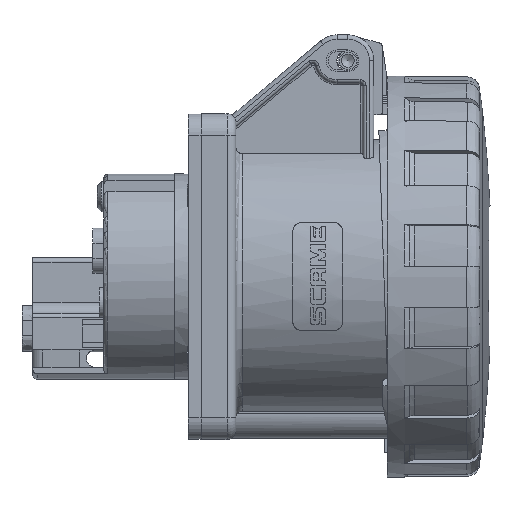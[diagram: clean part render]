
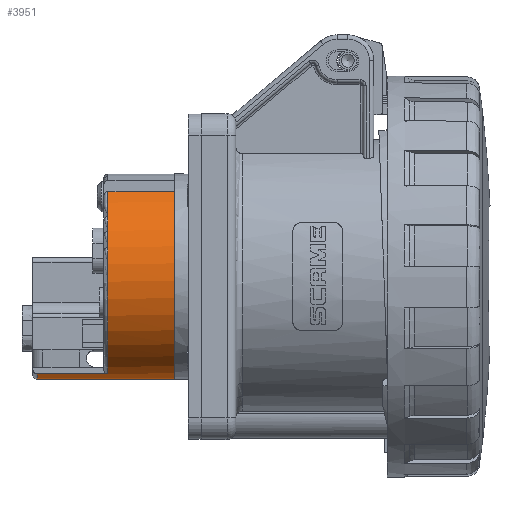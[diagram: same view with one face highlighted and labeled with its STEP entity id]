
A CAD part, left-side view. The second image highlights one B-rep face of the part: STEP entity #3951.
In plain terms, the highlighted cylindrical face has radius 23.75 mm (diameter 47.5 mm), a partial arc.
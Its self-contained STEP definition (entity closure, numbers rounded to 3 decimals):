
#1927=CYLINDRICAL_SURFACE('',#41962,23.75);
#3951=ADVANCED_FACE('',(#6996),#1927,.T.);
#6996=FACE_OUTER_BOUND('',#9438,.T.);
#9438=EDGE_LOOP('',(#25795,#25796,#25797,#25798,#25799,#25800,#25801,#25802));
#11992=LINE('',#85653,#14446);
#12058=LINE('',#85924,#14512);
#12169=LINE('',#87859,#14625);
#12234=LINE('',#88050,#14690);
#14446=VECTOR('',#49955,1.);
#14512=VECTOR('',#50117,1.);
#14625=VECTOR('',#50376,1.);
#14690=VECTOR('',#50525,1.);
#16444=CIRCLE('',#41654,23.75);
#16445=CIRCLE('',#41656,23.75);
#16487=CIRCLE('',#41775,23.75);
#16562=CIRCLE('',#41961,23.75);
#25795=ORIENTED_EDGE('',*,*,#35940,.F.);
#25796=ORIENTED_EDGE('',*,*,#36201,.T.);
#25797=ORIENTED_EDGE('',*,*,#36204,.T.);
#25798=ORIENTED_EDGE('',*,*,#36285,.F.);
#25799=ORIENTED_EDGE('',*,*,#36477,.F.);
#25800=ORIENTED_EDGE('',*,*,#36026,.T.);
#25801=ORIENTED_EDGE('',*,*,#35941,.F.);
#25802=ORIENTED_EDGE('',*,*,#35933,.T.);
#30880=VERTEX_POINT('',#85652);
#30881=VERTEX_POINT('',#85654);
#30886=VERTEX_POINT('',#85696);
#30887=VERTEX_POINT('',#85700);
#30958=VERTEX_POINT('',#85925);
#31079=VERTEX_POINT('',#87858);
#31081=VERTEX_POINT('',#87879);
#31147=VERTEX_POINT('',#88049);
#35933=EDGE_CURVE('',#30881,#30880,#11992,.T.);
#35940=EDGE_CURVE('',#30886,#30880,#16444,.T.);
#35941=EDGE_CURVE('',#30881,#30887,#16445,.T.);
#36026=EDGE_CURVE('',#30958,#30887,#12058,.T.);
#36201=EDGE_CURVE('',#30886,#31079,#12169,.T.);
#36204=EDGE_CURVE('',#31079,#31081,#16487,.T.);
#36285=EDGE_CURVE('',#31147,#31081,#12234,.T.);
#36477=EDGE_CURVE('',#30958,#31147,#16562,.T.);
#41654=AXIS2_PLACEMENT_3D('',#85697,#49963,#49964);
#41656=AXIS2_PLACEMENT_3D('',#85699,#49967,#49968);
#41775=AXIS2_PLACEMENT_3D('',#87880,#50381,#50382);
#41961=AXIS2_PLACEMENT_3D('',#89966,#50917,#50918);
#41962=AXIS2_PLACEMENT_3D('',#89967,#50919,#50920);
#49955=DIRECTION('',(0.,1.,0.));
#49963=DIRECTION('',(0.,1.,0.));
#49964=DIRECTION('',(-1.,0.,0.));
#49967=DIRECTION('',(0.,1.,0.));
#49968=DIRECTION('',(-1.,0.,0.));
#50117=DIRECTION('',(0.,1.,0.));
#50376=DIRECTION('',(0.,-1.,0.));
#50381=DIRECTION('',(0.,-1.,0.));
#50382=DIRECTION('',(-1.,0.,0.));
#50525=DIRECTION('',(0.,1.,0.));
#50917=DIRECTION('',(0.,-1.,0.));
#50918=DIRECTION('',(0.,0.,-1.));
#50919=DIRECTION('',(0.,1.,0.));
#50920=DIRECTION('',(-0.556,0.,-0.831));
#85652=CARTESIAN_POINT('',(-7.5,-16.,-22.535));
#85653=CARTESIAN_POINT('',(-7.5,-31.4,-22.535));
#85654=CARTESIAN_POINT('',(-7.5,-32.4,-22.535));
#85696=CARTESIAN_POINT('',(7.5,-16.,-22.535));
#85697=CARTESIAN_POINT('',(0.,-16.,0.));
#85699=CARTESIAN_POINT('',(0.,-32.4,0.));
#85700=CARTESIAN_POINT('',(-13.25,-32.4,19.71));
#85924=CARTESIAN_POINT('',(-13.25,-47.9,19.71));
#85925=CARTESIAN_POINT('',(-13.25,-47.9,19.71));
#87858=CARTESIAN_POINT('',(7.5,-32.4,-22.535));
#87859=CARTESIAN_POINT('',(7.5,-31.4,-22.535));
#87879=CARTESIAN_POINT('',(13.25,-32.4,19.71));
#87880=CARTESIAN_POINT('',(0.,-32.4,0.));
#88049=CARTESIAN_POINT('',(13.25,-47.9,19.71));
#88050=CARTESIAN_POINT('',(13.25,-47.9,19.71));
#89966=CARTESIAN_POINT('',(0.,-47.9,0.));
#89967=CARTESIAN_POINT('',(0.,-15.,0.));
